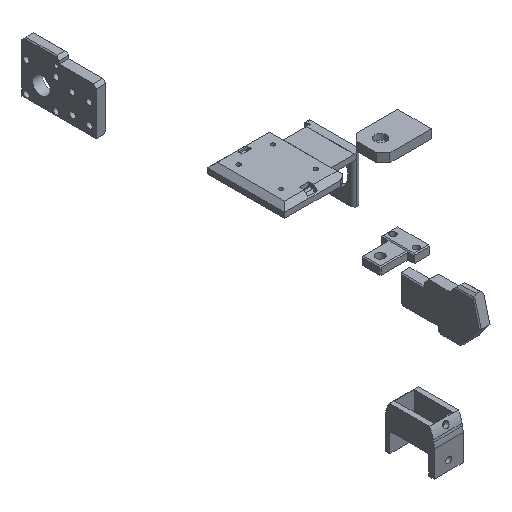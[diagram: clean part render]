
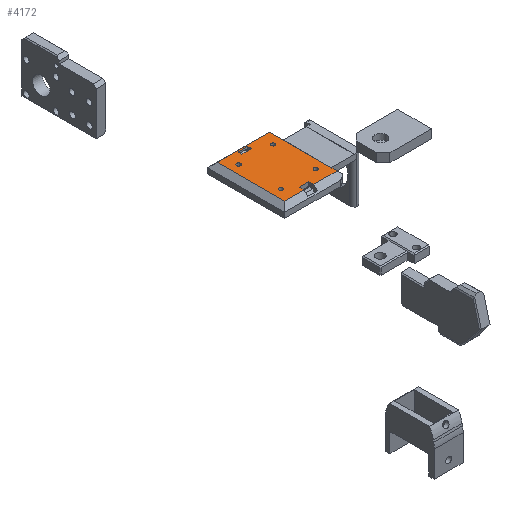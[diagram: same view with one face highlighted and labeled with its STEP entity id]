
A CAD part, isometric view. The second image highlights one B-rep face of the part: STEP entity #4172.
In plain terms, the highlighted planar face has unit normal (0, 0, 1).
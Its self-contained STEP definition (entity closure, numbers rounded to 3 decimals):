
#75=FACE_BOUND('',#697,.T.);
#76=FACE_BOUND('',#698,.T.);
#77=FACE_BOUND('',#699,.T.);
#78=FACE_BOUND('',#700,.T.);
#79=FACE_BOUND('',#701,.T.);
#80=FACE_BOUND('',#702,.T.);
#226=PLANE('',#4491);
#433=FACE_OUTER_BOUND('',#696,.T.);
#696=EDGE_LOOP('',(#3743,#3744,#3745,#3746));
#697=EDGE_LOOP('',(#3747,#3748,#3749,#3750));
#698=EDGE_LOOP('',(#3751,#3752,#3753,#3754));
#699=EDGE_LOOP('',(#3755));
#700=EDGE_LOOP('',(#3756));
#701=EDGE_LOOP('',(#3757));
#702=EDGE_LOOP('',(#3758));
#1054=LINE('',#6456,#1540);
#1154=LINE('',#6682,#1640);
#1164=LINE('',#6702,#1650);
#1165=LINE('',#6704,#1651);
#1166=LINE('',#6707,#1652);
#1167=LINE('',#6709,#1653);
#1168=LINE('',#6711,#1654);
#1169=LINE('',#6712,#1655);
#1170=LINE('',#6715,#1656);
#1171=LINE('',#6717,#1657);
#1172=LINE('',#6719,#1658);
#1173=LINE('',#6720,#1659);
#1540=VECTOR('',#5240,10.);
#1640=VECTOR('',#5444,10.);
#1650=VECTOR('',#5466,10.);
#1651=VECTOR('',#5469,10.);
#1652=VECTOR('',#5470,10.);
#1653=VECTOR('',#5471,10.);
#1654=VECTOR('',#5472,10.);
#1655=VECTOR('',#5473,10.);
#1656=VECTOR('',#5474,10.);
#1657=VECTOR('',#5475,10.);
#1658=VECTOR('',#5476,10.);
#1659=VECTOR('',#5477,10.);
#1805=CIRCLE('',#4492,2.);
#1806=CIRCLE('',#4493,2.);
#1807=CIRCLE('',#4494,2.);
#1808=CIRCLE('',#4495,2.);
#2071=VERTEX_POINT('',#6453);
#2072=VERTEX_POINT('',#6455);
#2139=VERTEX_POINT('',#6679);
#2140=VERTEX_POINT('',#6681);
#2145=VERTEX_POINT('',#6705);
#2146=VERTEX_POINT('',#6706);
#2147=VERTEX_POINT('',#6708);
#2148=VERTEX_POINT('',#6710);
#2149=VERTEX_POINT('',#6713);
#2150=VERTEX_POINT('',#6714);
#2151=VERTEX_POINT('',#6716);
#2152=VERTEX_POINT('',#6718);
#2153=VERTEX_POINT('',#6721);
#2154=VERTEX_POINT('',#6723);
#2155=VERTEX_POINT('',#6725);
#2156=VERTEX_POINT('',#6727);
#2568=EDGE_CURVE('',#2071,#2072,#1054,.T.);
#2680=EDGE_CURVE('',#2139,#2140,#1154,.T.);
#2691=EDGE_CURVE('',#2140,#2071,#1164,.F.);
#2692=EDGE_CURVE('',#2072,#2139,#1165,.T.);
#2693=EDGE_CURVE('',#2145,#2146,#1166,.T.);
#2694=EDGE_CURVE('',#2146,#2147,#1167,.T.);
#2695=EDGE_CURVE('',#2147,#2148,#1168,.T.);
#2696=EDGE_CURVE('',#2148,#2145,#1169,.T.);
#2697=EDGE_CURVE('',#2149,#2150,#1170,.T.);
#2698=EDGE_CURVE('',#2150,#2151,#1171,.T.);
#2699=EDGE_CURVE('',#2151,#2152,#1172,.T.);
#2700=EDGE_CURVE('',#2152,#2149,#1173,.T.);
#2701=EDGE_CURVE('',#2153,#2153,#1805,.T.);
#2702=EDGE_CURVE('',#2154,#2154,#1806,.T.);
#2703=EDGE_CURVE('',#2155,#2155,#1807,.T.);
#2704=EDGE_CURVE('',#2156,#2156,#1808,.T.);
#3743=ORIENTED_EDGE('',*,*,#2691,.F.);
#3744=ORIENTED_EDGE('',*,*,#2680,.F.);
#3745=ORIENTED_EDGE('',*,*,#2692,.F.);
#3746=ORIENTED_EDGE('',*,*,#2568,.F.);
#3747=ORIENTED_EDGE('',*,*,#2693,.T.);
#3748=ORIENTED_EDGE('',*,*,#2694,.T.);
#3749=ORIENTED_EDGE('',*,*,#2695,.T.);
#3750=ORIENTED_EDGE('',*,*,#2696,.T.);
#3751=ORIENTED_EDGE('',*,*,#2697,.T.);
#3752=ORIENTED_EDGE('',*,*,#2698,.T.);
#3753=ORIENTED_EDGE('',*,*,#2699,.T.);
#3754=ORIENTED_EDGE('',*,*,#2700,.T.);
#3755=ORIENTED_EDGE('',*,*,#2701,.T.);
#3756=ORIENTED_EDGE('',*,*,#2702,.T.);
#3757=ORIENTED_EDGE('',*,*,#2703,.T.);
#3758=ORIENTED_EDGE('',*,*,#2704,.T.);
#4172=ADVANCED_FACE('',(#433,#75,#76,#77,#78,#79,#80),#226,.F.);
#4491=AXIS2_PLACEMENT_3D('',#6703,#5467,#5468);
#4492=AXIS2_PLACEMENT_3D('',#6722,#5478,#5479);
#4493=AXIS2_PLACEMENT_3D('',#6724,#5480,#5481);
#4494=AXIS2_PLACEMENT_3D('',#6726,#5482,#5483);
#4495=AXIS2_PLACEMENT_3D('',#6728,#5484,#5485);
#5240=DIRECTION('',(-1.,0.,0.));
#5444=DIRECTION('',(1.,0.,0.));
#5466=DIRECTION('',(0.,1.,0.));
#5467=DIRECTION('center_axis',(0.,0.,-1.));
#5468=DIRECTION('ref_axis',(0.,1.,0.));
#5469=DIRECTION('',(0.,1.,0.));
#5470=DIRECTION('',(0.,1.,0.));
#5471=DIRECTION('',(1.,0.,0.));
#5472=DIRECTION('',(0.,-1.,0.));
#5473=DIRECTION('',(-1.,0.,0.));
#5474=DIRECTION('',(0.,-1.,0.));
#5475=DIRECTION('',(-1.,0.,0.));
#5476=DIRECTION('',(0.,1.,0.));
#5477=DIRECTION('',(1.,0.,0.));
#5478=DIRECTION('center_axis',(0.,0.,-1.));
#5479=DIRECTION('ref_axis',(1.,0.,0.));
#5480=DIRECTION('center_axis',(0.,0.,-1.));
#5481=DIRECTION('ref_axis',(1.,0.,0.));
#5482=DIRECTION('center_axis',(0.,0.,-1.));
#5483=DIRECTION('ref_axis',(1.,0.,0.));
#5484=DIRECTION('center_axis',(0.,0.,-1.));
#5485=DIRECTION('ref_axis',(1.,0.,0.));
#6453=CARTESIAN_POINT('',(120.,105.,227.));
#6455=CARTESIAN_POINT('',(65.757,105.,227.));
#6456=CARTESIAN_POINT('',(90.757,105.,227.));
#6679=CARTESIAN_POINT('',(65.757,175.,227.));
#6681=CARTESIAN_POINT('',(120.,175.,227.));
#6682=CARTESIAN_POINT('',(90.757,175.,227.));
#6702=CARTESIAN_POINT('',(120.,142.75,227.));
#6703=CARTESIAN_POINT('Origin',(90.757,140.,227.));
#6704=CARTESIAN_POINT('',(65.757,140.,227.));
#6705=CARTESIAN_POINT('',(85.877,169.65,227.));
#6706=CARTESIAN_POINT('',(85.877,173.65,227.));
#6707=CARTESIAN_POINT('',(85.877,155.825,227.));
#6708=CARTESIAN_POINT('',(95.761,173.65,227.));
#6709=CARTESIAN_POINT('',(90.788,173.65,227.));
#6710=CARTESIAN_POINT('',(95.761,169.65,227.));
#6711=CARTESIAN_POINT('',(95.761,155.825,227.));
#6712=CARTESIAN_POINT('',(90.788,169.65,227.));
#6713=CARTESIAN_POINT('',(95.757,110.1,227.));
#6714=CARTESIAN_POINT('',(95.757,106.1,227.));
#6715=CARTESIAN_POINT('',(95.757,124.05,227.));
#6716=CARTESIAN_POINT('',(85.877,106.1,227.));
#6717=CARTESIAN_POINT('',(90.787,106.1,227.));
#6718=CARTESIAN_POINT('',(85.877,110.1,227.));
#6719=CARTESIAN_POINT('',(85.877,124.05,227.));
#6720=CARTESIAN_POINT('',(90.787,110.1,227.));
#6721=CARTESIAN_POINT('',(108.797,117.931,227.));
#6722=CARTESIAN_POINT('Origin',(110.797,117.931,227.));
#6723=CARTESIAN_POINT('',(72.757,118.,227.));
#6724=CARTESIAN_POINT('Origin',(74.757,118.,227.));
#6725=CARTESIAN_POINT('',(72.757,162.,227.));
#6726=CARTESIAN_POINT('Origin',(74.757,162.,227.));
#6727=CARTESIAN_POINT('',(108.757,162.,227.));
#6728=CARTESIAN_POINT('Origin',(110.757,162.,227.));
